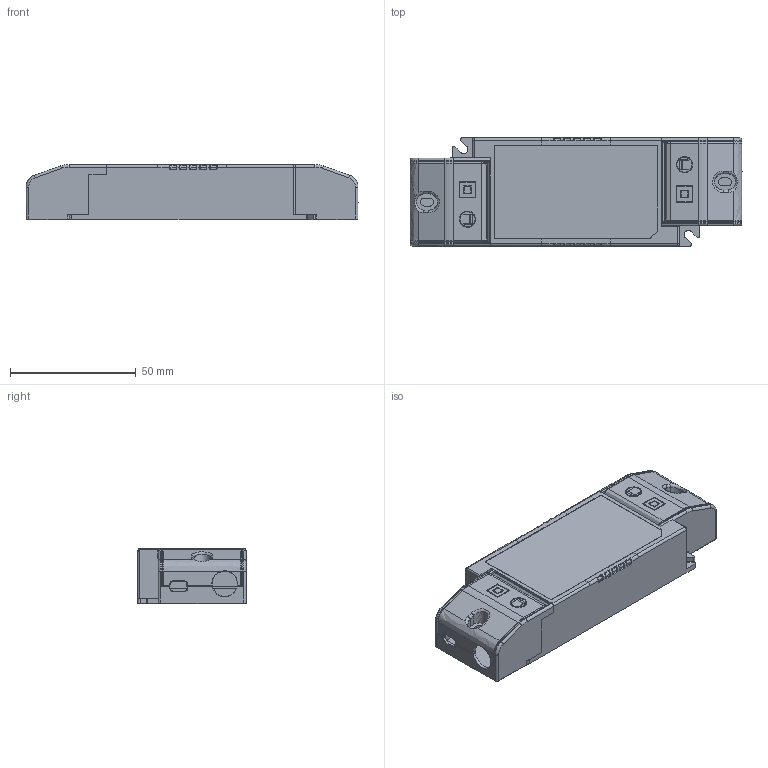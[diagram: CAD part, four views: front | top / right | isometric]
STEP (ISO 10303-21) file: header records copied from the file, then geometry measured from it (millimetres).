
FILE_DESCRIPTION(/* description */ (''),/* implementation_level */ '2;1');
FILE_NAME(/* name */ 'FLS-42-1050 LD PRO',/* time_stamp */ '2023-07-06T13:20:25+08:00',/* author */ (''),/* organization */ (''),/* preprocessor_version */ 'ST-DEVELOPER v16.5',/* originating_system */ '',/* authorisation */ '');
FILE_SCHEMA (('AUTOMOTIVE_DESIGN'));
Length unit declared in the file: millimetre
Products named in the file (1): Document
Bounding box: 132 x 43 x 22.15 mm (x, y, z)
Volume: 89289.5 mm3; surface area: 29496.7 mm2
Topology: 3 solids, 3 shells, 962 faces, 2490 edges, 1534 vertices
Faces by surface type: bspline 551, plane 411
Entity records: 35517 total; most frequent: CARTESIAN_POINT 20196, ORIENTED_EDGE 4980, EDGE_CURVE 2490, B_SPLINE_CURVE_WITH_KNOTS 1922, VERTEX_POINT 1538, EDGE_LOOP 984, ADVANCED_FACE 962, FACE_OUTER_BOUND 962
